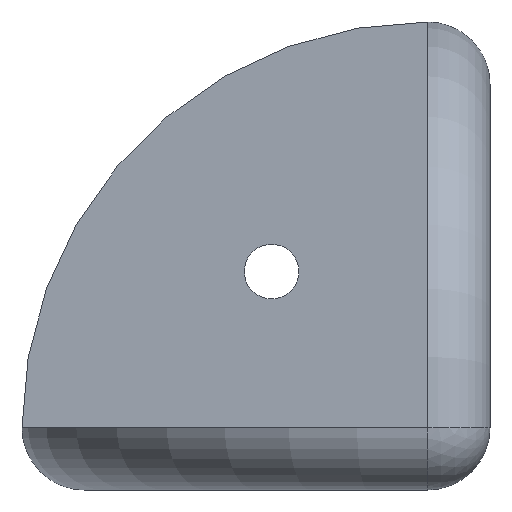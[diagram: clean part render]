
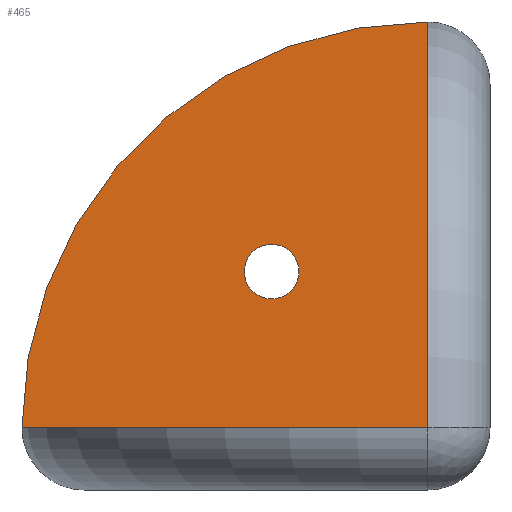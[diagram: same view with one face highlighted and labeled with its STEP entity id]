
A CAD part, left-side view. The second image highlights one B-rep face of the part: STEP entity #465.
In plain terms, the highlighted planar face has unit normal (-1, 0, 0).
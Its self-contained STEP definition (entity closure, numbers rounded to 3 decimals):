
#54 = DIRECTION ( 'NONE',  ( -1., 0., 0. ) ) ;
#140 = DIRECTION ( 'NONE',  ( 0., 0., 1. ) ) ;
#195 = VERTEX_POINT ( 'NONE', #932 ) ;
#201 = FACE_BOUND ( 'NONE', #313, .T. ) ;
#208 = CARTESIAN_POINT ( 'NONE',  ( 0., 0., 0. ) ) ;
#231 = DIRECTION ( 'NONE',  ( 0., 0., -1. ) ) ;
#239 = ORIENTED_EDGE ( 'NONE', *, *, #1107, .F. ) ;
#262 = VECTOR ( 'NONE', #410, 1000. ) ;
#266 = EDGE_LOOP ( 'NONE', ( #626, #239, #1098 ) ) ;
#293 = EDGE_CURVE ( 'NONE', #195, #630, #1084, .T. ) ;
#313 = EDGE_LOOP ( 'NONE', ( #976, #549 ) ) ;
#334 = PLANE ( 'NONE',  #621 ) ;
#355 = VERTEX_POINT ( 'NONE', #457 ) ;
#392 = CIRCLE ( 'NONE', #768, 1.75 ) ;
#410 = DIRECTION ( 'NONE',  ( 0., 1., 0. ) ) ;
#450 = CARTESIAN_POINT ( 'NONE',  ( 0., 8.25, 10. ) ) ;
#457 = CARTESIAN_POINT ( 'NONE',  ( 0., 11.75, 10. ) ) ;
#465 = ADVANCED_FACE ( 'NONE', ( #201, #1053 ), #334, .F. ) ;
#549 = ORIENTED_EDGE ( 'NONE', *, *, #927, .F. ) ;
#570 = LINE ( 'NONE', #667, #893 ) ;
#574 = CARTESIAN_POINT ( 'NONE',  ( 0., 0., 0. ) ) ;
#582 = DIRECTION ( 'NONE',  ( 1., 0., 0. ) ) ;
#621 = AXIS2_PLACEMENT_3D ( 'NONE', #930, #582, #1094 ) ;
#626 = ORIENTED_EDGE ( 'NONE', *, *, #293, .T. ) ;
#630 = VERTEX_POINT ( 'NONE', #1027 ) ;
#654 = DIRECTION ( 'NONE',  ( 0., 0., -1. ) ) ;
#656 = AXIS2_PLACEMENT_3D ( 'NONE', #574, #1000, #140 ) ;
#667 = CARTESIAN_POINT ( 'NONE',  ( 0., 0., 0. ) ) ;
#678 = VERTEX_POINT ( 'NONE', #450 ) ;
#683 = CIRCLE ( 'NONE', #830, 1.75 ) ;
#736 = DIRECTION ( 'NONE',  ( -1., 0., 0. ) ) ;
#738 = CARTESIAN_POINT ( 'NONE',  ( 0., 10., 10. ) ) ;
#768 = AXIS2_PLACEMENT_3D ( 'NONE', #738, #54, #1082 ) ;
#826 = CARTESIAN_POINT ( 'NONE',  ( 0., 10., 10. ) ) ;
#830 = AXIS2_PLACEMENT_3D ( 'NONE', #826, #736, #654 ) ;
#833 = VERTEX_POINT ( 'NONE', #208 ) ;
#837 = CARTESIAN_POINT ( 'NONE',  ( 0., 27., 0. ) ) ;
#893 = VECTOR ( 'NONE', #231, 1000. ) ;
#927 = EDGE_CURVE ( 'NONE', #678, #355, #392, .T. ) ;
#930 = CARTESIAN_POINT ( 'NONE',  ( 0., 0., 0. ) ) ;
#932 = CARTESIAN_POINT ( 'NONE',  ( 0., 0., 26. ) ) ;
#944 = EDGE_CURVE ( 'NONE', #355, #678, #683, .T. ) ;
#950 = LINE ( 'NONE', #837, #262 ) ;
#976 = ORIENTED_EDGE ( 'NONE', *, *, #944, .F. ) ;
#1000 = DIRECTION ( 'NONE',  ( -1., 0., 0. ) ) ;
#1027 = CARTESIAN_POINT ( 'NONE',  ( 0., 26., 0. ) ) ;
#1053 = FACE_OUTER_BOUND ( 'NONE', #266, .T. ) ;
#1082 = DIRECTION ( 'NONE',  ( 0., 0., -1. ) ) ;
#1084 = CIRCLE ( 'NONE', #656, 26. ) ;
#1092 = EDGE_CURVE ( 'NONE', #195, #833, #570, .T. ) ;
#1094 = DIRECTION ( 'NONE',  ( 0., 0., -1. ) ) ;
#1098 = ORIENTED_EDGE ( 'NONE', *, *, #1092, .F. ) ;
#1107 = EDGE_CURVE ( 'NONE', #833, #630, #950, .T. ) ;
